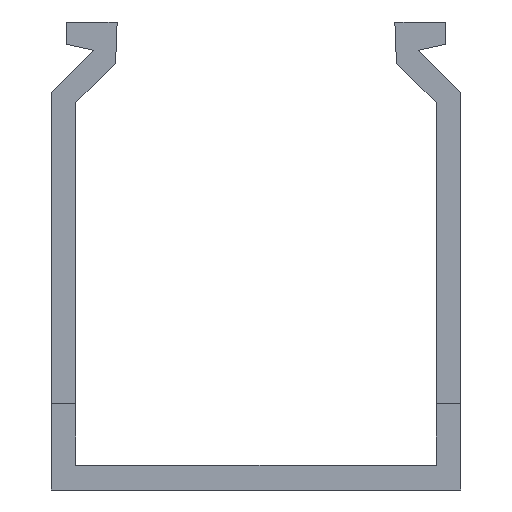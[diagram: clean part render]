
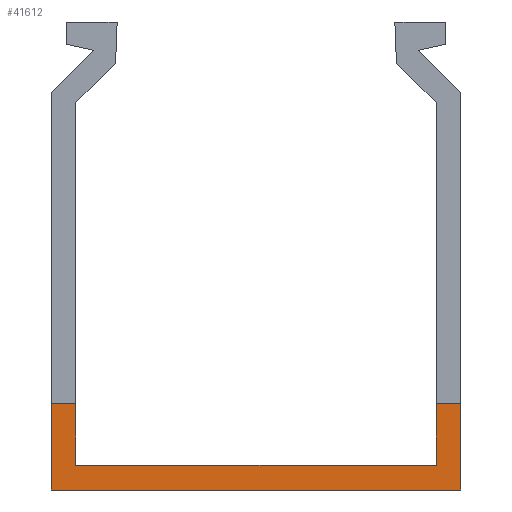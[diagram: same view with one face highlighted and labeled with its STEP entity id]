
A CAD part, front view. The second image highlights one B-rep face of the part: STEP entity #41612.
In plain terms, the highlighted planar face has unit normal (0, -1, 0).
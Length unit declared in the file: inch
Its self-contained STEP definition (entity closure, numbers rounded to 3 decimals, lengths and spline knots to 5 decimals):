
#5290 = ORIENTED_EDGE ( 'NONE', *, *, #40239, .T. ) ;
#5560 = PLANE ( 'NONE',  #81626 ) ;
#12536 = DIRECTION ( 'NONE',  ( 0., 1., 0. ) ) ;
#15092 = EDGE_CURVE ( 'NONE', #79896, #56534, #57594, .T. ) ;
#16161 = ORIENTED_EDGE ( 'NONE', *, *, #87690, .F. ) ;
#17348 = CARTESIAN_POINT ( 'NONE',  ( -0.77001, 0., 0.105 ) ) ;
#18327 = ORIENTED_EDGE ( 'NONE', *, *, #34296, .F. ) ;
#20074 = VECTOR ( 'NONE', #33523, 39.37008 ) ;
#22176 = VECTOR ( 'NONE', #72675, 39.37008 ) ;
#23485 = DIRECTION ( 'NONE',  ( 1., 0., 0. ) ) ;
#24436 = LINE ( 'NONE', #61290, #20074 ) ;
#26438 = DIRECTION ( 'NONE',  ( 0., 0., 1. ) ) ;
#26852 = CARTESIAN_POINT ( 'NONE',  ( 0.87503, 0., 0.36963 ) ) ;
#26991 = ORIENTED_EDGE ( 'NONE', *, *, #36235, .F. ) ;
#31186 = CARTESIAN_POINT ( 'NONE',  ( -0.87503, 0., 0.36963 ) ) ;
#31289 = LINE ( 'NONE', #83156, #47691 ) ;
#32259 = VERTEX_POINT ( 'NONE', #84696 ) ;
#33523 = DIRECTION ( 'NONE',  ( 0., 0., 1. ) ) ;
#34179 = CARTESIAN_POINT ( 'NONE',  ( -0.77003, 0., 0.36964 ) ) ;
#34296 = EDGE_CURVE ( 'NONE', #81954, #79896, #40800, .T. ) ;
#34510 = LINE ( 'NONE', #40489, #50903 ) ;
#36235 = EDGE_CURVE ( 'NONE', #32259, #39905, #44783, .T. ) ;
#36787 = EDGE_LOOP ( 'NONE', ( #18327, #89064, #5290, #16161, #26991, #61400, #88967, #37784 ) ) ;
#36982 = CARTESIAN_POINT ( 'NONE',  ( -0.875, 0., 0. ) ) ;
#37784 = ORIENTED_EDGE ( 'NONE', *, *, #15092, .F. ) ;
#39905 = VERTEX_POINT ( 'NONE', #26852 ) ;
#40239 = EDGE_CURVE ( 'NONE', #90281, #48127, #40764, .T. ) ;
#40489 = CARTESIAN_POINT ( 'NONE',  ( 0.77001, 0., 0.105 ) ) ;
#40764 = LINE ( 'NONE', #65576, #22176 ) ;
#40800 = LINE ( 'NONE', #31186, #59335 ) ;
#41612 = ADVANCED_FACE ( 'NONE', ( #62080 ), #5560, .F. ) ;
#42585 = VECTOR ( 'NONE', #59545, 39.37008 ) ;
#44021 = EDGE_CURVE ( 'NONE', #90281, #81954, #24436, .T. ) ;
#44783 = LINE ( 'NONE', #52531, #42585 ) ;
#47691 = VECTOR ( 'NONE', #69296, 39.37008 ) ;
#48127 = VERTEX_POINT ( 'NONE', #77922 ) ;
#49635 = LINE ( 'NONE', #79207, #86955 ) ;
#50903 = VECTOR ( 'NONE', #26438, 39.37008 ) ;
#52531 = CARTESIAN_POINT ( 'NONE',  ( 0.77003, 0., 0.36964 ) ) ;
#55145 = CARTESIAN_POINT ( 'NONE',  ( -0.87503, 0., 0.36963 ) ) ;
#56534 = VERTEX_POINT ( 'NONE', #17348 ) ;
#57594 = LINE ( 'NONE', #85333, #88372 ) ;
#59335 = VECTOR ( 'NONE', #80200, 39.37008 ) ;
#59545 = DIRECTION ( 'NONE',  ( 1., 0., 0. ) ) ;
#61014 = CARTESIAN_POINT ( 'NONE',  ( 0.77001, 0., 0.105 ) ) ;
#61290 = CARTESIAN_POINT ( 'NONE',  ( -0.875, 0., 0. ) ) ;
#61348 = DIRECTION ( 'NONE',  ( 0., 0., 1. ) ) ;
#61400 = ORIENTED_EDGE ( 'NONE', *, *, #68851, .F. ) ;
#62080 = FACE_OUTER_BOUND ( 'NONE', #36787, .T. ) ;
#64081 = EDGE_CURVE ( 'NONE', #56534, #87588, #49635, .T. ) ;
#65576 = CARTESIAN_POINT ( 'NONE',  ( 0.81078, 0., 0. ) ) ;
#68851 = EDGE_CURVE ( 'NONE', #87588, #32259, #34510, .T. ) ;
#69296 = DIRECTION ( 'NONE',  ( 0., 0., -1. ) ) ;
#71217 = DIRECTION ( 'NONE',  ( 0., 0., -1. ) ) ;
#72675 = DIRECTION ( 'NONE',  ( 1., 0., 0. ) ) ;
#77922 = CARTESIAN_POINT ( 'NONE',  ( 0.875, 0., 0. ) ) ;
#79207 = CARTESIAN_POINT ( 'NONE',  ( -0.77001, 0., 0.105 ) ) ;
#79896 = VERTEX_POINT ( 'NONE', #34179 ) ;
#80200 = DIRECTION ( 'NONE',  ( 1., 0., 0. ) ) ;
#81626 = AXIS2_PLACEMENT_3D ( 'NONE', #82275, #12536, #61348 ) ;
#81954 = VERTEX_POINT ( 'NONE', #55145 ) ;
#82275 = CARTESIAN_POINT ( 'NONE',  ( 0.81078, 0., 0.105 ) ) ;
#83156 = CARTESIAN_POINT ( 'NONE',  ( 0.875, 0., 0. ) ) ;
#84696 = CARTESIAN_POINT ( 'NONE',  ( 0.77003, 0., 0.36964 ) ) ;
#85333 = CARTESIAN_POINT ( 'NONE',  ( -0.77001, 0., 0.105 ) ) ;
#86955 = VECTOR ( 'NONE', #23485, 39.37008 ) ;
#87588 = VERTEX_POINT ( 'NONE', #61014 ) ;
#87690 = EDGE_CURVE ( 'NONE', #39905, #48127, #31289, .T. ) ;
#88372 = VECTOR ( 'NONE', #71217, 39.37008 ) ;
#88967 = ORIENTED_EDGE ( 'NONE', *, *, #64081, .F. ) ;
#89064 = ORIENTED_EDGE ( 'NONE', *, *, #44021, .F. ) ;
#90281 = VERTEX_POINT ( 'NONE', #36982 ) ;
